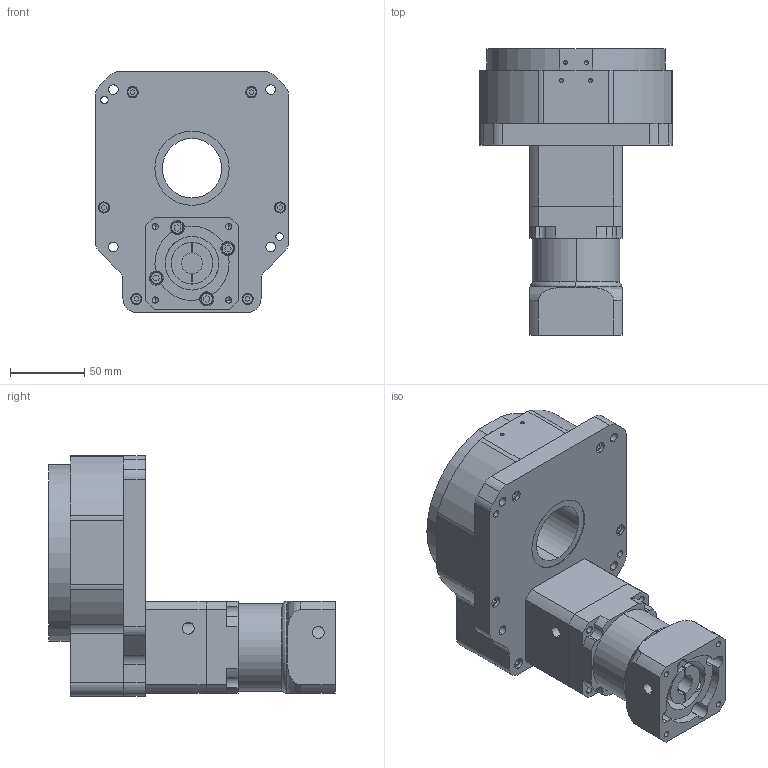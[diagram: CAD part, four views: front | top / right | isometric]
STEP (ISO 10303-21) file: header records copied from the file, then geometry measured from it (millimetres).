
FILE_DESCRIPTION (( 'STEP AP203' ), '1' );
FILE_NAME ('HRP130-H-XX-14-50-70-M5_2023.STEP', '2023-05-19T09:09:28', ( '' ), ( '' ), 'SwSTEP 2.0', 'SolidWorks 2016', '' );
FILE_SCHEMA (( 'CONFIG_CONTROL_DESIGN' ));
Length unit declared in the file: millimetre
Products named in the file (1): HRP130-H-XX-14-50-70-M5_2023
Bounding box: 130 x 193 x 162 mm (x, y, z)
Volume: 1370590.1 mm3; surface area: 151174.2 mm2
Topology: 2 solids, 12 shells, 599 faces, 1470 edges, 943 vertices
Faces by surface type: cylinder 276, plane 251, cone 48, bspline 24
Entity records: 18699 total; most frequent: CARTESIAN_POINT 4221, DIRECTION 3158, ORIENTED_EDGE 2864, EDGE_CURVE 1432, AXIS2_PLACEMENT_3D 1204, VERTEX_POINT 943, LINE 750, VECTOR 750
